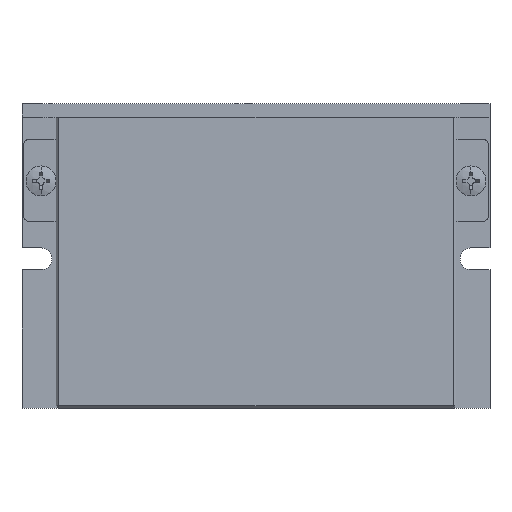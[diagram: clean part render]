
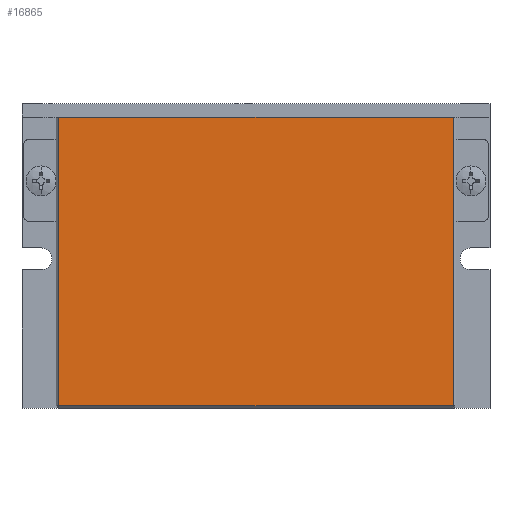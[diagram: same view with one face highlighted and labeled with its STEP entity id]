
A CAD part, top view. The second image highlights one B-rep face of the part: STEP entity #16865.
In plain terms, the highlighted face is planar.
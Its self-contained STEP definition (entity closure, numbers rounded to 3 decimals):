
#327 = EDGE_CURVE ( 'NONE', #22816, #1813, #3252, .T. ) ;
#473 = PLANE ( 'NONE',  #24621 ) ;
#1534 = DIRECTION ( 'NONE',  ( 0., 1., 0. ) ) ;
#1665 = CARTESIAN_POINT ( 'NONE',  ( -36.25, 26.75, 0. ) ) ;
#1813 = VERTEX_POINT ( 'NONE', #26879 ) ;
#2033 = DIRECTION ( 'NONE',  ( -1., 0., 0. ) ) ;
#2263 = EDGE_CURVE ( 'NONE', #7749, #24535, #24764, .T. ) ;
#2368 = ORIENTED_EDGE ( 'NONE', *, *, #22534, .F. ) ;
#2892 = CARTESIAN_POINT ( 'NONE',  ( -36.25, 26.75, 0. ) ) ;
#3252 = LINE ( 'NONE', #18071, #18378 ) ;
#4058 = CARTESIAN_POINT ( 'NONE',  ( -36.75, -26.25, 0. ) ) ;
#5034 = CARTESIAN_POINT ( 'NONE',  ( 36.25, 26.75, 0. ) ) ;
#5956 = CARTESIAN_POINT ( 'NONE',  ( -36.25, -26.25, 0. ) ) ;
#6565 = CARTESIAN_POINT ( 'NONE',  ( 0., 0., 0. ) ) ;
#6899 = EDGE_LOOP ( 'NONE', ( #26749, #21114, #2368, #17884 ) ) ;
#7749 = VERTEX_POINT ( 'NONE', #5956 ) ;
#8922 = DIRECTION ( 'NONE',  ( 0., 0., -1. ) ) ;
#9061 = DIRECTION ( 'NONE',  ( -1., 0., 0. ) ) ;
#10766 = CARTESIAN_POINT ( 'NONE',  ( -36.75, 26.75, 0. ) ) ;
#11234 = VECTOR ( 'NONE', #25355, 1000. ) ;
#14882 = LINE ( 'NONE', #4058, #11234 ) ;
#16865 = ADVANCED_FACE ( 'NONE', ( #17083 ), #473, .T. ) ;
#17083 = FACE_OUTER_BOUND ( 'NONE', #6899, .T. ) ;
#17279 = VECTOR ( 'NONE', #2033, 1000. ) ;
#17793 = DIRECTION ( 'NONE',  ( 0., -1., 0. ) ) ;
#17884 = ORIENTED_EDGE ( 'NONE', *, *, #327, .T. ) ;
#18071 = CARTESIAN_POINT ( 'NONE',  ( 36.25, -26.75, 0. ) ) ;
#18378 = VECTOR ( 'NONE', #17793, 1000. ) ;
#20028 = VECTOR ( 'NONE', #1534, 1000. ) ;
#20984 = LINE ( 'NONE', #10766, #17279 ) ;
#21114 = ORIENTED_EDGE ( 'NONE', *, *, #2263, .T. ) ;
#22534 = EDGE_CURVE ( 'NONE', #22816, #24535, #20984, .T. ) ;
#22816 = VERTEX_POINT ( 'NONE', #5034 ) ;
#24535 = VERTEX_POINT ( 'NONE', #2892 ) ;
#24621 = AXIS2_PLACEMENT_3D ( 'NONE', #6565, #8922, #9061 ) ;
#24764 = LINE ( 'NONE', #1665, #20028 ) ;
#25046 = EDGE_CURVE ( 'NONE', #1813, #7749, #14882, .T. ) ;
#25355 = DIRECTION ( 'NONE',  ( -1., 0., 0. ) ) ;
#26749 = ORIENTED_EDGE ( 'NONE', *, *, #25046, .T. ) ;
#26879 = CARTESIAN_POINT ( 'NONE',  ( 36.25, -26.25, 0. ) ) ;
